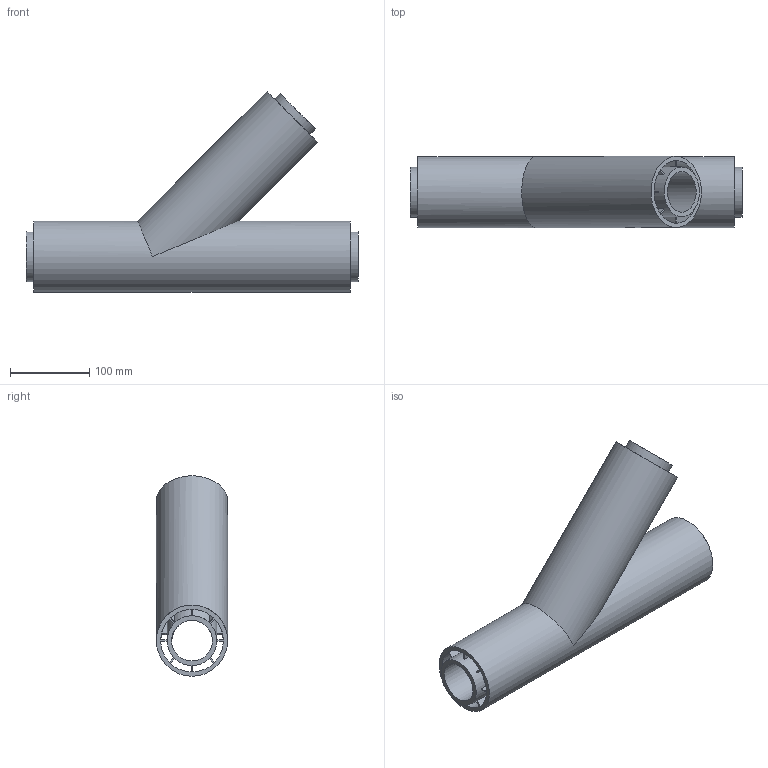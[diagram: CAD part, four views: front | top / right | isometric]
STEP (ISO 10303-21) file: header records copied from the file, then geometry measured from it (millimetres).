
FILE_DESCRIPTION( ( 'STEP AP214' ), '1' );
FILE_NAME( 'AGRU_70192906471_Poly-Flo Lateral_PE 100-RC black_90_63 SDR17_11 (architecture400).stp', '2022-01-21T13:42:30', ( 'License CC BY-ND 4.0' ), ( 'CADENAS' ), ' ', 'PARTsolutions', ' ' );
FILE_SCHEMA( ( 'AUTOMOTIVE_DESIGN { 1 0 10303 214 1 1 1 1 }' ) );
Length unit declared in the file: millimetre
Products named in the file (1): _AGRU_70192906471_Poly-Flo Lateral_PE 100-RC black_90/63  SDR17/11 (architecture400)
Bounding box: 420 x 90 x 253.6 mm (x, y, z)
Volume: 1555000.7 mm3; surface area: 596235.7 mm2
Topology: 1 solids, 1 shells, 86 faces, 305 edges, 202 vertices
Faces by surface type: plane 62, cylinder 24
Full cylindrical faces by diameter (mm): 51.4 x2, 63 x2, 90 x2
Entity records: 4010 total; most frequent: DIRECTION 592, ORIENTED_EDGE 586, CARTESIAN_POINT 577, EDGE_CURVE 293, AXIS2_PLACEMENT_3D 212, VERTEX_POINT 197, LINE 168, VECTOR 168
